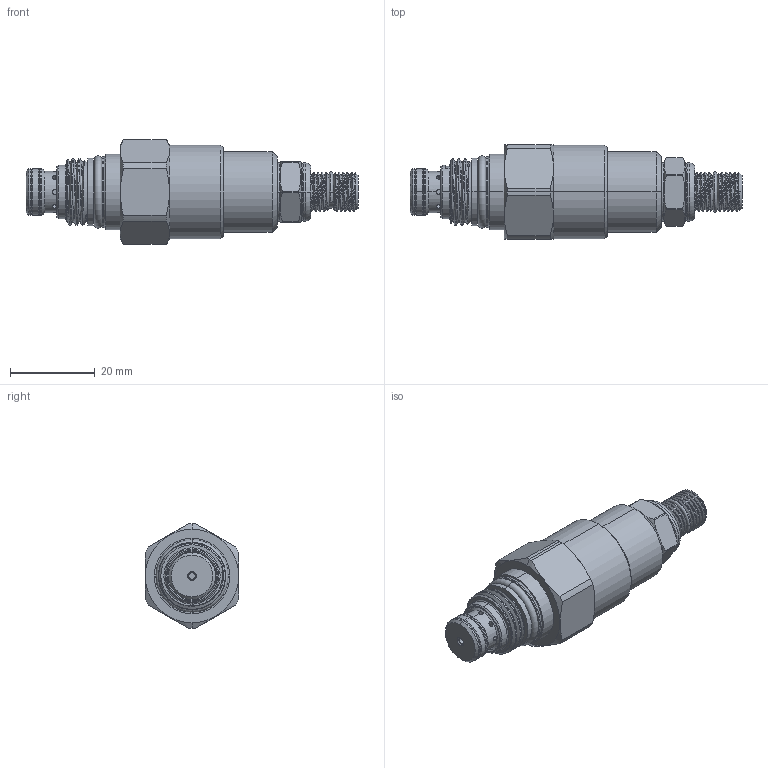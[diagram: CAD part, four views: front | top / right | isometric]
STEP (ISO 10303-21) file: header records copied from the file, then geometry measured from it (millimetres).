
FILE_DESCRIPTION (( 'STEP AP203' ), '1' );
FILE_NAME ('RB8A20-L.STEP', '2020-03-23T08:45:38', ( '' ), ( '' ), 'SwSTEP 2.0', 'SolidWorks 2018', '' );
FILE_SCHEMA (( 'CONFIG_CONTROL_DESIGN' ));
Length unit declared in the file: millimetre
Products named in the file (1): RB8A20-L
Bounding box: 78.49 x 22.22 x 24.8 mm (x, y, z)
Volume: 18656.1 mm3; surface area: 6085.8 mm2
Topology: 3 solids, 3 shells, 252 faces, 588 edges, 364 vertices
Faces by surface type: cylinder 113, plane 54, cone 48, torus 28, bspline 9
Entity records: 13912 total; most frequent: CARTESIAN_POINT 8291, ORIENTED_EDGE 1172, DIRECTION 1158, EDGE_CURVE 586, AXIS2_PLACEMENT_3D 482, VERTEX_POINT 364, EDGE_LOOP 278, ADVANCED_FACE 252
